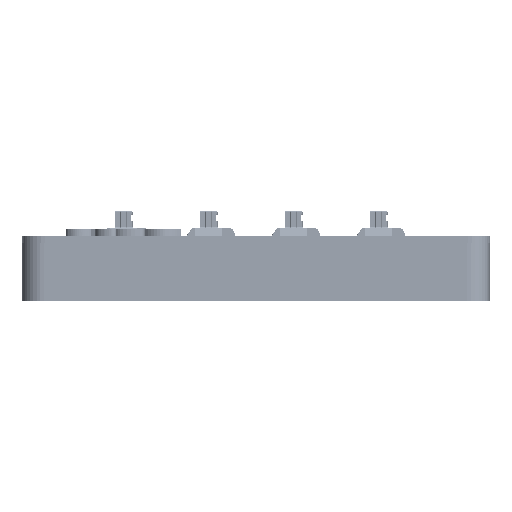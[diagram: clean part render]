
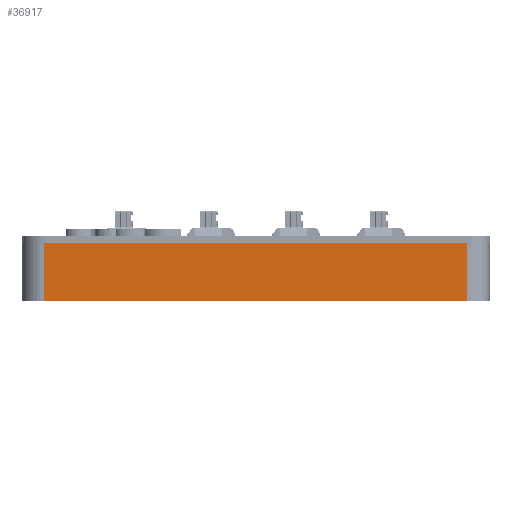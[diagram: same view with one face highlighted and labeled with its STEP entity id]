
A CAD part, left-side view. The second image highlights one B-rep face of the part: STEP entity #36917.
In plain terms, the highlighted planar face has unit normal (-1, 0, 0).
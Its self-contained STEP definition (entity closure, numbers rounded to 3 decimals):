
#6565=FACE_OUTER_BOUND('',#9001,.T.);
#9001=EDGE_LOOP('',(#33241,#33242,#33243,#33244));
#11798=LINE('',#69730,#14670);
#11811=LINE('',#69771,#14683);
#11812=LINE('',#69775,#14684);
#11813=LINE('',#69776,#14685);
#14670=VECTOR('',#49750,10.);
#14683=VECTOR('',#49791,10.);
#14684=VECTOR('',#49796,10.);
#14685=VECTOR('',#49797,10.);
#17917=VERTEX_POINT('',#69727);
#17918=VERTEX_POINT('',#69729);
#17932=VERTEX_POINT('',#69770);
#17933=VERTEX_POINT('',#69774);
#23078=EDGE_CURVE('',#17917,#17918,#11798,.T.);
#23099=EDGE_CURVE('',#17918,#17932,#11811,.T.);
#23101=EDGE_CURVE('',#17933,#17917,#11812,.T.);
#23102=EDGE_CURVE('',#17932,#17933,#11813,.T.);
#33241=ORIENTED_EDGE('',*,*,#23099,.F.);
#33242=ORIENTED_EDGE('',*,*,#23078,.F.);
#33243=ORIENTED_EDGE('',*,*,#23101,.F.);
#33244=ORIENTED_EDGE('',*,*,#23102,.F.);
#34905=PLANE('',#40441);
#36917=ADVANCED_FACE('',(#6565),#34905,.T.);
#40441=AXIS2_PLACEMENT_3D('',#69773,#49794,#49795);
#49750=DIRECTION('',(0.,-1.,0.));
#49791=DIRECTION('',(0.,0.,-1.));
#49794=DIRECTION('center_axis',(-1.,0.,0.));
#49795=DIRECTION('ref_axis',(0.,-1.,0.));
#49796=DIRECTION('',(0.,0.,1.));
#49797=DIRECTION('',(0.,1.,0.));
#69727=CARTESIAN_POINT('',(-74.899,40.724,13.));
#69729=CARTESIAN_POINT('',(-74.899,-54.118,13.));
#69730=CARTESIAN_POINT('',(-74.899,-59.118,13.));
#69770=CARTESIAN_POINT('',(-74.899,-54.118,0.));
#69771=CARTESIAN_POINT('',(-74.899,-54.118,0.));
#69773=CARTESIAN_POINT('Origin',(-74.899,45.724,0.));
#69774=CARTESIAN_POINT('',(-74.899,40.724,0.));
#69775=CARTESIAN_POINT('',(-74.899,40.724,0.));
#69776=CARTESIAN_POINT('',(-74.899,-59.118,0.));
